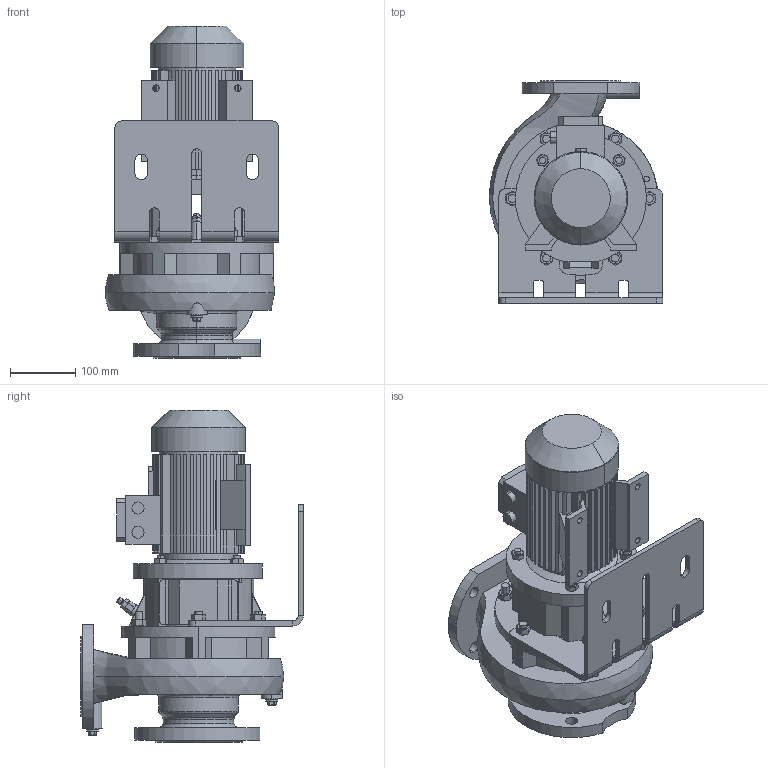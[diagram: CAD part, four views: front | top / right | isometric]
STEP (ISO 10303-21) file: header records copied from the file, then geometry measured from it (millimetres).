
FILE_DESCRIPTION (( 'STEP AP214' ), '1' );
FILE_NAME ('ﾌﾓ-311-200-ﾌ2-311-211-03-41.step', '2025-04-07T07:32:24', ( 'adb' ), ( '' ), 'SwSTEP 2.0', 'SolidWorks 2016', '' );
FILE_SCHEMA (( 'AUTOMOTIVE_DESIGN' ));
Length unit declared in the file: millimetre
Products named in the file (1): ﾌﾓ-311-200-ﾌ2-311-211-03-41
Bounding box: 264.77 x 340 x 507 mm (x, y, z)
Volume: 9358819.3 mm3; surface area: 1114583.2 mm2
Topology: 8 solids, 17 shells, 1064 faces, 2819 edges, 1830 vertices
Faces by surface type: plane 579, cylinder 368, cone 91, bspline 19, torus 7
Entity records: 51069 total; most frequent: CARTESIAN_POINT 12646, ORIENTED_EDGE 5634, DIRECTION 5475, EDGE_CURVE 2817, AXIS2_PLACEMENT_3D 1970, VERTEX_POINT 1830, LINE 1535, VECTOR 1535
